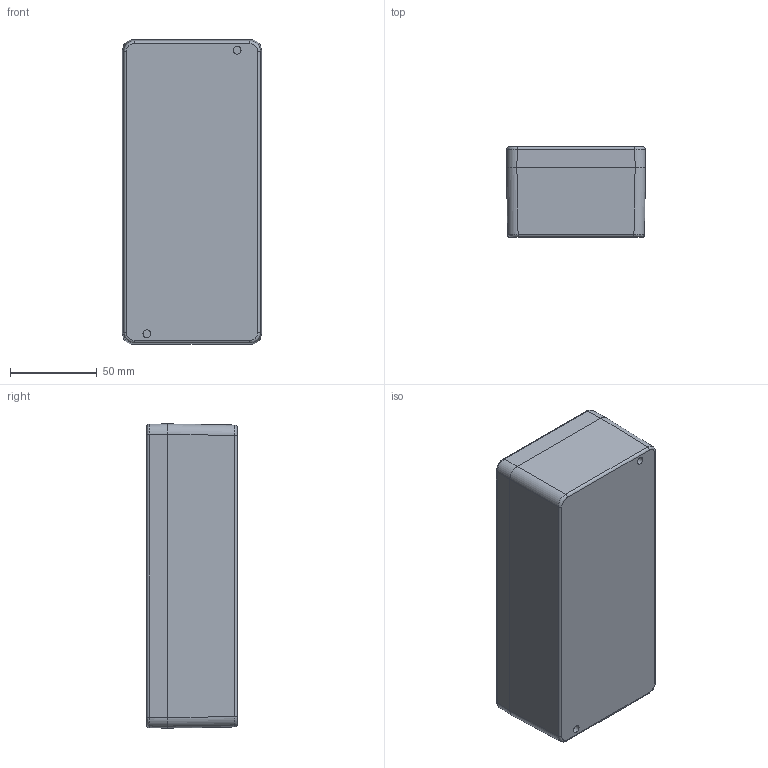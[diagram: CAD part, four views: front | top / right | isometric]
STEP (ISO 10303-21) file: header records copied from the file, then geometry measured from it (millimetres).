
FILE_DESCRIPTION(/* description */ (''),/* implementation_level */ '2;1');
FILE_NAME(/* name */ '1590Z130.iam.stp',/* time_stamp */ '2015-04-20T08:46:24-04:00',/* author */ ('gdineen'),/* organization */ (''),/* preprocessor_version */ 'ST-DEVELOPER v15.6',/* originating_system */ 'Autodesk Inventor 2015',/* authorisation */ '');
FILE_SCHEMA (('AUTOMOTIVE_DESIGN { 1 0 10303 214 3 1 1 }'));
Length unit declared in the file: millimetre
Products named in the file (5): 1590Z130 Box; 1590Z130 Lid; 1590Z130 GASKET; SC576 (screw M4-0.7X 20mm PN); 1590Z130
Assembly tree (7 placements, depth 2):
  1590Z130
    1590Z130 Box
    1590Z130 Lid
    1590Z130 GASKET
    SC576 (screw M4-0.7X 20mm PN)  x4
Bounding box: 80 x 52 x 175 mm (x, y, z)
Volume: 205588.4 mm3; surface area: 114526.2 mm2
Topology: 7 solids, 7 shells, 464 faces, 1165 edges, 754 vertices
Faces by surface type: plane 205, cone 110, cylinder 76, torus 41, bspline 16, sphere 16
Full cylindrical faces by diameter (mm): 3.242 x6, 3.43 x4, 3.5 x4, 3.88 x4, 4.4 x6, 4.5 x4, 5.5 x2, 5.971 x2
Entity records: 11272 total; most frequent: CARTESIAN_POINT 2234, DIRECTION 2012, ORIENTED_EDGE 1728, EDGE_CURVE 864, AXIS2_PLACEMENT_3D 797, VERTEX_POINT 571, EDGE_LOOP 467, LINE 418
